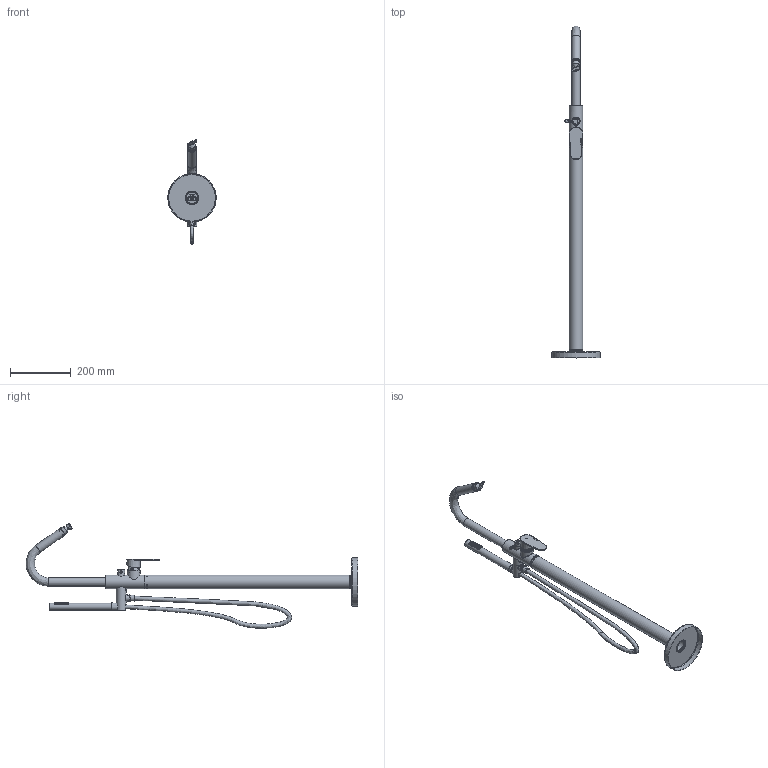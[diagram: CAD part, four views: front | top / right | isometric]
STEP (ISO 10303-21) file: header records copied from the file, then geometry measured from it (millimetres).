
FILE_DESCRIPTION (( 'STEP AP203' ), '1' );
FILE_NAME ('36CP03380.STEP', '2021-04-07T10:52:23', ( '' ), ( '' ), 'SwSTEP 2.0', 'SolidWorks 2018', '' );
FILE_SCHEMA (( 'CONFIG_CONTROL_DESIGN' ));
Length unit declared in the file: millimetre
Products named in the file (25): STEPBO0148_SMBO0148; STEPFX0366_CVFX0366; STEPVA0172_CVVA0172; STEPHN0189_LRHM0353; STEPCV0261_Predeterminado; STEPCV0257_NMCV0257; STEPSU0044_NMSU0044; STEPSU0042_NMSU0042; STEPSM0254_XMSM0254; STEP99Z302151_99Z302151; STEPFX0362_CVFX0362; STEPBO0148_NMBO0148; STEPHN0008_XMHM0011; STEPFX0348_CVFX0348; STEPFX0343_CVFX0343; STEPCV0267_NMCV0267; STEPCV0261_NMCV0261; STEPHN0190_MNHN0190; 36CP03380; STEPSP0063_NMSP063; STEPHN0019_XMHM0011; STEP99Z302133_BLAUTHERM 1; STEPCV0003_NMCV0003
Assembly tree (25 placements, depth 4):
  36CP03380
    STEPSM0254_XMSM0254
      STEPSP0063_NMSP063
      STEPCV0261_Predeterminado
        STEPCV0261_NMCV0261
      STEPVA0172_CVVA0172
      STEPSU0042_NMSU0042
      STEPSU0044_NMSU0044
      STEPCV0257_NMCV0257
      STEPHN0189_LRHM0353
        STEPHN0189_LRHM0353
        STEPHN0190_MNHN0190
      STEPFX0348_CVFX0348
        STEPFX0348_CVFX0348
      STEPFX0366_CVFX0366  x2
      STEPFX0362_CVFX0362
      STEPFX0343_CVFX0343
      STEPBO0148_SMBO0148
        STEPBO0148_NMBO0148
        STEPCV0267_NMCV0267
    STEPHN0019_XMHM0011
      STEPHN0008_XMHM0011
    STEPCV0003_NMCV0003
    STEP99Z302151_99Z302151
    STEP99Z302133_BLAUTHERM 1
Bounding box: 160 x 1097 x 345.08 mm (x, y, z)
Volume: 690831.5 mm3; surface area: 488569.3 mm2
Topology: 19 solids, 19 shells, 869 faces, 2101 edges, 1407 vertices
Faces by surface type: plane 346, cylinder 309, cone 118, bspline 74, torus 15, sphere 7
Full cylindrical faces by diameter (mm): 2 x2, 2.3 x1, 2.5 x1, 3.3 x1, 4 x49, 4.2 x3, 5 x10, 6.2 x1, 6.5 x1, 6.6 x1, 6.8 x1, 8 x2, 8.9 x1, 9 x3, 9.5 x1, 9.8 x1, 10 x1, 10.5 x1, 11 x2, 12.5 x2, 12.8 x1, 13.4 x1, 13.5 x1, 14 x2, 15 x1, 16 x1, 17.5 x1, 17.7 x1, 18 x2, 18.1 x1
Entity records: 47447 total; most frequent: CARTESIAN_POINT 28999, DIRECTION 3074, ORIENTED_EDGE 2996, EDGE_CURVE 1498, AXIS2_PLACEMENT_3D 1248, EDGE_LOOP 1182, VERTEX_POINT 1114, FACE_OUTER_BOUND 891
